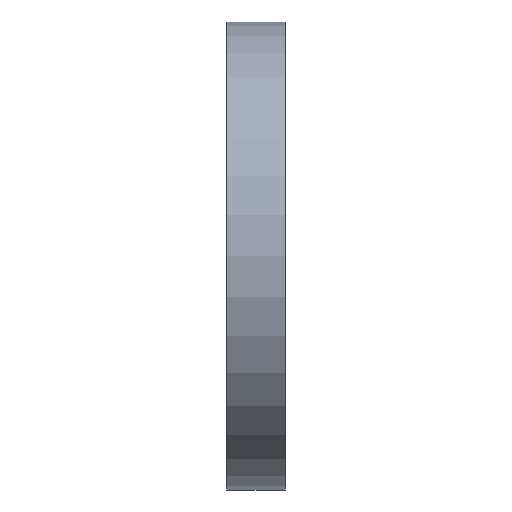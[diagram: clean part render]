
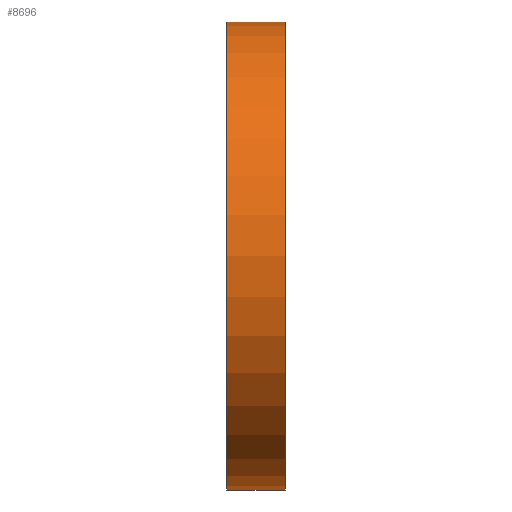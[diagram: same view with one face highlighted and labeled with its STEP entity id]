
A CAD part, left-side view. The second image highlights one B-rep face of the part: STEP entity #8696.
In plain terms, the highlighted cylindrical face has radius 38.1 mm (diameter 76.2 mm), a partial arc.
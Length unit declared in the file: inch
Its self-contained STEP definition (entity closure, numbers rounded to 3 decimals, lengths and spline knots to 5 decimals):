
#749 = DIRECTION ( 'NONE',  ( 0., 1., 0. ) ) ;
#1467 = EDGE_CURVE ( 'NONE', #9638, #9835, #8832, .T. ) ;
#1803 = VERTEX_POINT ( 'NONE', #2040 ) ;
#2040 = CARTESIAN_POINT ( 'NONE',  ( -0.55006, 0.375, -1.5 ) ) ;
#2445 = DIRECTION ( 'NONE',  ( 0., -1., 0. ) ) ;
#3891 = DIRECTION ( 'NONE',  ( 0., 1., 0. ) ) ;
#3947 = DIRECTION ( 'NONE',  ( 0., 0., -1. ) ) ;
#3974 = DIRECTION ( 'NONE',  ( 0., -1., 0. ) ) ;
#4001 = CARTESIAN_POINT ( 'NONE',  ( -0.55006, 0., 1.5 ) ) ;
#4140 = AXIS2_PLACEMENT_3D ( 'NONE', #6908, #2445, #3947 ) ;
#4186 = CARTESIAN_POINT ( 'NONE',  ( -0.55006, 0.375, 1.5 ) ) ;
#4951 = CYLINDRICAL_SURFACE ( 'NONE', #4140, 1.5 ) ;
#5537 = ORIENTED_EDGE ( 'NONE', *, *, #12566, .F. ) ;
#6046 = DIRECTION ( 'NONE',  ( 0., -1., 0. ) ) ;
#6105 = LINE ( 'NONE', #12498, #17842 ) ;
#6316 = VERTEX_POINT ( 'NONE', #4186 ) ;
#6492 = VECTOR ( 'NONE', #6046, 39.37008 ) ;
#6802 = ORIENTED_EDGE ( 'NONE', *, *, #10634, .T. ) ;
#6908 = CARTESIAN_POINT ( 'NONE',  ( -0.55006, 0.375, 0. ) ) ;
#8094 = AXIS2_PLACEMENT_3D ( 'NONE', #12694, #3891, #14161 ) ;
#8696 = ADVANCED_FACE ( 'NONE', ( #16685 ), #4951, .T. ) ;
#8832 = CIRCLE ( 'NONE', #15771, 1.5 ) ;
#9539 = CARTESIAN_POINT ( 'NONE',  ( -0.55006, 0., 0. ) ) ;
#9638 = VERTEX_POINT ( 'NONE', #10918 ) ;
#9835 = VERTEX_POINT ( 'NONE', #4001 ) ;
#9916 = LINE ( 'NONE', #11923, #6492 ) ;
#9935 = ORIENTED_EDGE ( 'NONE', *, *, #1467, .T. ) ;
#10634 = EDGE_CURVE ( 'NONE', #1803, #9638, #9916, .T. ) ;
#10846 = EDGE_CURVE ( 'NONE', #1803, #6316, #14778, .T. ) ;
#10918 = CARTESIAN_POINT ( 'NONE',  ( -0.55006, 0., -1.5 ) ) ;
#11021 = DIRECTION ( 'NONE',  ( 0., 0., 1. ) ) ;
#11058 = ORIENTED_EDGE ( 'NONE', *, *, #10846, .F. ) ;
#11923 = CARTESIAN_POINT ( 'NONE',  ( -0.55006, 0.375, -1.5 ) ) ;
#12424 = EDGE_LOOP ( 'NONE', ( #9935, #5537, #11058, #6802 ) ) ;
#12498 = CARTESIAN_POINT ( 'NONE',  ( -0.55006, 0.375, 1.5 ) ) ;
#12566 = EDGE_CURVE ( 'NONE', #6316, #9835, #6105, .T. ) ;
#12694 = CARTESIAN_POINT ( 'NONE',  ( -0.55006, 0.375, 0. ) ) ;
#14161 = DIRECTION ( 'NONE',  ( 0., 0., 1. ) ) ;
#14778 = CIRCLE ( 'NONE', #8094, 1.5 ) ;
#15771 = AXIS2_PLACEMENT_3D ( 'NONE', #9539, #749, #11021 ) ;
#16685 = FACE_OUTER_BOUND ( 'NONE', #12424, .T. ) ;
#17842 = VECTOR ( 'NONE', #3974, 39.37008 ) ;
